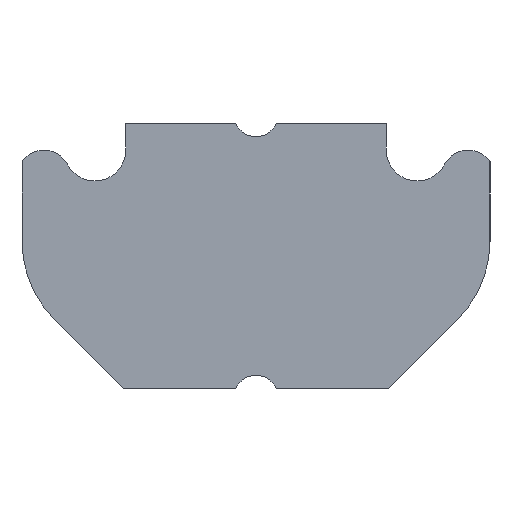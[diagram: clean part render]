
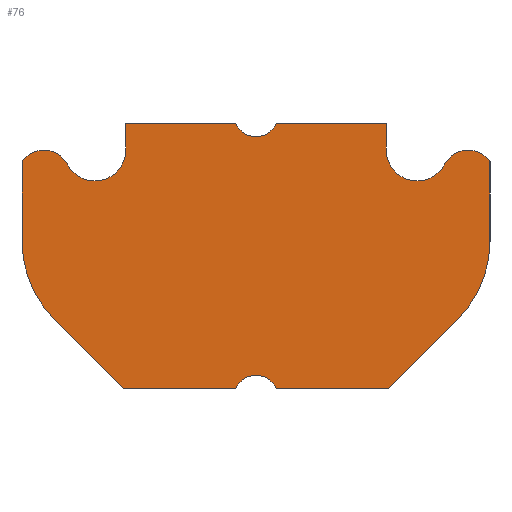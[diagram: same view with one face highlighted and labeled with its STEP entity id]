
A CAD part, left-side view. The second image highlights one B-rep face of the part: STEP entity #76.
In plain terms, the highlighted planar face has unit normal (-1, 0, 0).
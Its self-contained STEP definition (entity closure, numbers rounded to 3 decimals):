
#76 = ADVANCED_FACE( '', ( #130 ), #131, .T. );
#130 = FACE_OUTER_BOUND( '', #185, .T. );
#131 = PLANE( '', #186 );
#185 = EDGE_LOOP( '', ( #361, #362, #363, #364, #365, #366, #367, #368, #369, #370, #371, #372, #373, #374, #375, #376, #377, #378, #379 ) );
#186 = AXIS2_PLACEMENT_3D( '', #380, #381, #382 );
#361 = ORIENTED_EDGE( '', *, *, #514, .T. );
#362 = ORIENTED_EDGE( '', *, *, #487, .T. );
#363 = ORIENTED_EDGE( '', *, *, #484, .T. );
#364 = ORIENTED_EDGE( '', *, *, #516, .T. );
#365 = ORIENTED_EDGE( '', *, *, #466, .F. );
#366 = ORIENTED_EDGE( '', *, *, #518, .T. );
#367 = ORIENTED_EDGE( '', *, *, #519, .T. );
#368 = ORIENTED_EDGE( '', *, *, #503, .T. );
#369 = ORIENTED_EDGE( '', *, *, #508, .T. );
#370 = ORIENTED_EDGE( '', *, *, #506, .T. );
#371 = ORIENTED_EDGE( '', *, *, #520, .T. );
#372 = ORIENTED_EDGE( '', *, *, #511, .F. );
#373 = ORIENTED_EDGE( '', *, *, #521, .T. );
#374 = ORIENTED_EDGE( '', *, *, #512, .T. );
#375 = ORIENTED_EDGE( '', *, *, #469, .F. );
#376 = ORIENTED_EDGE( '', *, *, #473, .T. );
#377 = ORIENTED_EDGE( '', *, *, #478, .T. );
#378 = ORIENTED_EDGE( '', *, *, #522, .F. );
#379 = ORIENTED_EDGE( '', *, *, #523, .F. );
#380 = CARTESIAN_POINT( '', ( 0., -5.3, 3. ) );
#381 = DIRECTION( '', ( -1., 0., 0. ) );
#382 = DIRECTION( '', ( 0., -1., 0. ) );
#466 = EDGE_CURVE( '', #539, #537, #541, .T. );
#469 = EDGE_CURVE( '', #544, #542, #546, .T. );
#473 = EDGE_CURVE( '', #544, #551, #553, .T. );
#478 = EDGE_CURVE( '', #551, #559, #561, .T. );
#484 = EDGE_CURVE( '', #572, #570, #573, .T. );
#487 = EDGE_CURVE( '', #577, #572, #578, .T. );
#503 = EDGE_CURVE( '', #605, #603, #606, .T. );
#506 = EDGE_CURVE( '', #610, #608, #611, .T. );
#508 = EDGE_CURVE( '', #603, #610, #613, .T. );
#511 = EDGE_CURVE( '', #616, #614, #618, .T. );
#512 = EDGE_CURVE( '', #619, #542, #620, .T. );
#514 = EDGE_CURVE( '', #622, #577, #623, .T. );
#516 = EDGE_CURVE( '', #570, #537, #625, .T. );
#518 = EDGE_CURVE( '', #539, #626, #628, .T. );
#519 = EDGE_CURVE( '', #626, #605, #629, .T. );
#520 = EDGE_CURVE( '', #608, #614, #630, .T. );
#521 = EDGE_CURVE( '', #616, #619, #631, .T. );
#522 = EDGE_CURVE( '', #632, #559, #633, .T. );
#523 = EDGE_CURVE( '', #622, #632, #634, .T. );
#537 = VERTEX_POINT( '', #636 );
#539 = VERTEX_POINT( '', #639 );
#541 = CIRCLE( '', #642, 0.5 );
#542 = VERTEX_POINT( '', #643 );
#544 = VERTEX_POINT( '', #646 );
#546 = CIRCLE( '', #649, 0.5 );
#551 = VERTEX_POINT( '', #656 );
#553 = LINE( '', #659, #660 );
#559 = VERTEX_POINT( '', #668 );
#561 = LINE( '', #671, #672 );
#570 = VERTEX_POINT( '', #684 );
#572 = VERTEX_POINT( '', #687 );
#573 = LINE( '', #688, #689 );
#577 = VERTEX_POINT( '', #694 );
#578 = CIRCLE( '', #695, 2.5 );
#603 = VERTEX_POINT( '', #729 );
#605 = VERTEX_POINT( '', #732 );
#606 = CIRCLE( '', #733, 2.5 );
#608 = VERTEX_POINT( '', #736 );
#610 = VERTEX_POINT( '', #739 );
#611 = LINE( '', #740, #741 );
#613 = LINE( '', #744, #745 );
#614 = VERTEX_POINT( '', #746 );
#616 = VERTEX_POINT( '', #749 );
#618 = CIRCLE( '', #752, 0.7 );
#619 = VERTEX_POINT( '', #753 );
#620 = LINE( '', #754, #755 );
#622 = VERTEX_POINT( '', #758 );
#623 = LINE( '', #759, #760 );
#625 = LINE( '', #763, #764 );
#626 = VERTEX_POINT( '', #765 );
#628 = LINE( '', #768, #769 );
#629 = LINE( '', #770, #771 );
#630 = CIRCLE( '', #772, 0.6 );
#631 = LINE( '', #773, #774 );
#632 = VERTEX_POINT( '', #775 );
#633 = CIRCLE( '', #776, 0.7 );
#634 = CIRCLE( '', #777, 0.6 );
#636 = CARTESIAN_POINT( '', ( 0., 0.458, -3. ) );
#639 = CARTESIAN_POINT( '', ( 0., -0.458, -3. ) );
#642 = AXIS2_PLACEMENT_3D( '', #782, #783, #784 );
#643 = CARTESIAN_POINT( '', ( 0., -0.458, 3. ) );
#646 = CARTESIAN_POINT( '', ( 0., 0.458, 3. ) );
#649 = AXIS2_PLACEMENT_3D( '', #787, #788, #789 );
#656 = CARTESIAN_POINT( '', ( 0., 2.95, 3. ) );
#659 = CARTESIAN_POINT( '', ( 0., -5.3, 3. ) );
#660 = VECTOR( '', #793, 1000. );
#668 = CARTESIAN_POINT( '', ( 0., 2.95, 2.4 ) );
#671 = CARTESIAN_POINT( '', ( 0., 2.95, 2.4 ) );
#672 = VECTOR( '', #800, 1000. );
#684 = CARTESIAN_POINT( '', ( 0., 3., -3. ) );
#687 = CARTESIAN_POINT( '', ( 0., 4.568, -1.432 ) );
#688 = CARTESIAN_POINT( '', ( 0., 1.85, -4.15 ) );
#689 = VECTOR( '', #808, 1000. );
#694 = CARTESIAN_POINT( '', ( 0., 5.3, 0.336 ) );
#695 = AXIS2_PLACEMENT_3D( '', #813, #814, #815 );
#729 = CARTESIAN_POINT( '', ( 0., -5.3, 0.336 ) );
#732 = CARTESIAN_POINT( '', ( 0., -4.568, -1.432 ) );
#733 = AXIS2_PLACEMENT_3D( '', #841, #842, #843 );
#736 = CARTESIAN_POINT( '', ( 0., -5.3, 2.132 ) );
#739 = CARTESIAN_POINT( '', ( 0., -5.3, 2.132 ) );
#740 = CARTESIAN_POINT( '', ( 0., -5.3, 2.132 ) );
#741 = VECTOR( '', #846, 1000. );
#744 = CARTESIAN_POINT( '', ( 0., -5.3, -3. ) );
#745 = VECTOR( '', #848, 1000. );
#746 = CARTESIAN_POINT( '', ( 0., -4.289, 2.115 ) );
#749 = CARTESIAN_POINT( '', ( 0., -2.95, 2.4 ) );
#752 = AXIS2_PLACEMENT_3D( '', #851, #852, #853 );
#753 = CARTESIAN_POINT( '', ( 0., -2.95, 3. ) );
#754 = CARTESIAN_POINT( '', ( 0., -5.3, 3. ) );
#755 = VECTOR( '', #854, 1000. );
#758 = CARTESIAN_POINT( '', ( 0., 5.3, 2.132 ) );
#759 = CARTESIAN_POINT( '', ( 0., 5.3, 3. ) );
#760 = VECTOR( '', #856, 1000. );
#763 = CARTESIAN_POINT( '', ( 0., 5.3, -3. ) );
#764 = VECTOR( '', #858, 1000. );
#765 = CARTESIAN_POINT( '', ( 0., -3., -3. ) );
#768 = CARTESIAN_POINT( '', ( 0., 5.3, -3. ) );
#769 = VECTOR( '', #860, 1000. );
#770 = CARTESIAN_POINT( '', ( 0., -3., -3. ) );
#771 = VECTOR( '', #861, 1000. );
#772 = AXIS2_PLACEMENT_3D( '', #862, #863, #864 );
#773 = CARTESIAN_POINT( '', ( 0., -2.95, 4.001 ) );
#774 = VECTOR( '', #865, 1000. );
#775 = CARTESIAN_POINT( '', ( 0., 4.289, 2.115 ) );
#776 = AXIS2_PLACEMENT_3D( '', #866, #867, #868 );
#777 = AXIS2_PLACEMENT_3D( '', #869, #870, #871 );
#782 = CARTESIAN_POINT( '', ( 0., 0., -3.2 ) );
#783 = DIRECTION( '', ( -1., 0., 0. ) );
#784 = DIRECTION( '', ( 0., -1., 0. ) );
#787 = CARTESIAN_POINT( '', ( 0., 0., 3.2 ) );
#788 = DIRECTION( '', ( -1., 0., 0. ) );
#789 = DIRECTION( '', ( 0., -1., 0. ) );
#793 = DIRECTION( '', ( 0., 1., 0. ) );
#800 = DIRECTION( '', ( 0., 0., -1. ) );
#808 = DIRECTION( '', ( 0., -0.707, -0.707 ) );
#813 = CARTESIAN_POINT( '', ( 0., 2.8, 0.336 ) );
#814 = DIRECTION( '', ( -1., 0., 0. ) );
#815 = DIRECTION( '', ( 0., -1., 0. ) );
#841 = CARTESIAN_POINT( '', ( 0., -2.8, 0.336 ) );
#842 = DIRECTION( '', ( -1., 0., 0. ) );
#843 = DIRECTION( '', ( 0., -1., 0. ) );
#846 = DIRECTION( '', ( 0., 0.569, -0.822 ) );
#848 = DIRECTION( '', ( 0., 0., 1. ) );
#851 = CARTESIAN_POINT( '', ( 0., -3.65, 2.4 ) );
#852 = DIRECTION( '', ( -1., 0., 0. ) );
#853 = DIRECTION( '', ( 0., -1., 0. ) );
#854 = DIRECTION( '', ( 0., 1., 0. ) );
#856 = DIRECTION( '', ( 0., 0., -1. ) );
#858 = DIRECTION( '', ( 0., -1., 0. ) );
#860 = DIRECTION( '', ( 0., -1., 0. ) );
#861 = DIRECTION( '', ( 0., -0.707, 0.707 ) );
#862 = CARTESIAN_POINT( '', ( 0., -4.8, 1.8 ) );
#863 = DIRECTION( '', ( -1., 0., 0. ) );
#864 = DIRECTION( '', ( 0., -1., 0. ) );
#865 = DIRECTION( '', ( 0., 0., 1. ) );
#866 = CARTESIAN_POINT( '', ( 0., 3.65, 2.4 ) );
#867 = DIRECTION( '', ( -1., 0., 0. ) );
#868 = DIRECTION( '', ( 0., -1., 0. ) );
#869 = CARTESIAN_POINT( '', ( 0., 4.8, 1.8 ) );
#870 = DIRECTION( '', ( 1., 0., 0. ) );
#871 = DIRECTION( '', ( 0., -1., 0. ) );
